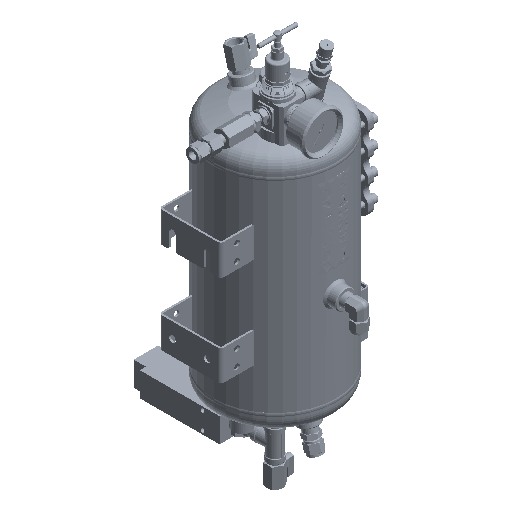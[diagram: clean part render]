
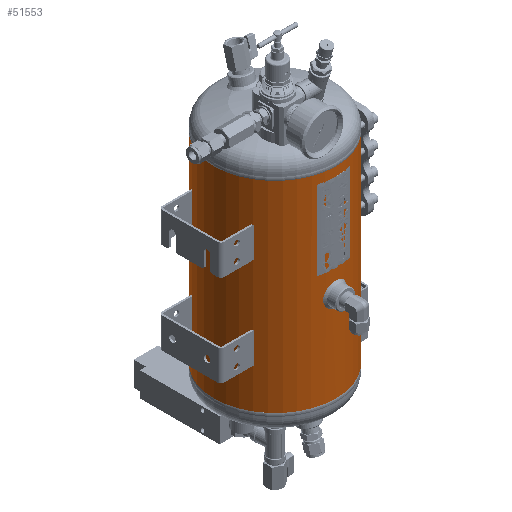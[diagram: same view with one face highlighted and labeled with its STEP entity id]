
A CAD part, isometric view. The second image highlights one B-rep face of the part: STEP entity #51553.
In plain terms, the highlighted cylindrical face has radius 100 mm (diameter 200 mm), a partial arc.
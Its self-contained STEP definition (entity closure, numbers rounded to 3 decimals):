
#3207=LINE('',#80580,#6535);
#3208=LINE('',#80585,#6536);
#3209=LINE('',#80589,#6537);
#3210=LINE('',#80593,#6538);
#6535=VECTOR('',#66661,1000.);
#6536=VECTOR('',#66664,1000.);
#6537=VECTOR('',#66667,1000.);
#6538=VECTOR('',#66670,1000.);
#9863=CIRCLE('',#61399,100.);
#9864=CIRCLE('',#61400,100.);
#9865=CIRCLE('',#61401,100.);
#9866=CIRCLE('',#61402,100.);
#11683=ORIENTED_EDGE('',*,*,#27157,.T.);
#11684=ORIENTED_EDGE('',*,*,#27158,.T.);
#11685=ORIENTED_EDGE('',*,*,#27159,.T.);
#11686=ORIENTED_EDGE('',*,*,#27160,.F.);
#11687=ORIENTED_EDGE('',*,*,#27161,.F.);
#11688=ORIENTED_EDGE('',*,*,#27162,.F.);
#11689=ORIENTED_EDGE('',*,*,#27163,.F.);
#11690=ORIENTED_EDGE('',*,*,#27164,.T.);
#11691=ORIENTED_EDGE('',*,*,#27165,.T.);
#11692=ORIENTED_EDGE('',*,*,#27166,.F.);
#11693=ORIENTED_EDGE('',*,*,#27167,.F.);
#27157=EDGE_CURVE('',#34894,#34894,#40305,.T.);
#27158=EDGE_CURVE('',#34895,#34895,#40306,.T.);
#27159=EDGE_CURVE('',#34896,#34896,#40307,.T.);
#27160=EDGE_CURVE('',#34897,#34898,#3207,.T.);
#27161=EDGE_CURVE('',#34899,#34897,#9863,.T.);
#27162=EDGE_CURVE('',#34900,#34899,#3208,.F.);
#27163=EDGE_CURVE('',#34901,#34900,#9864,.T.);
#27164=EDGE_CURVE('',#34901,#34902,#3209,.T.);
#27165=EDGE_CURVE('',#34902,#34903,#9865,.T.);
#27166=EDGE_CURVE('',#34904,#34903,#3210,.T.);
#27167=EDGE_CURVE('',#34898,#34904,#9866,.T.);
#34894=VERTEX_POINT('',#80555);
#34895=VERTEX_POINT('',#80567);
#34896=VERTEX_POINT('',#80579);
#34897=VERTEX_POINT('',#80581);
#34898=VERTEX_POINT('',#80582);
#34899=VERTEX_POINT('',#80584);
#34900=VERTEX_POINT('',#80586);
#34901=VERTEX_POINT('',#80588);
#34902=VERTEX_POINT('',#80590);
#34903=VERTEX_POINT('',#80592);
#34904=VERTEX_POINT('',#80594);
#40305=B_SPLINE_CURVE_WITH_KNOTS('',3,(#80536,#80537,#80538,#80539,#80540,
#80541,#80542,#80543,#80544,#80545,#80546,#80547,#80548,#80549,#80550,#80551,
#80552,#80553,#80554),.UNSPECIFIED.,.T.,.F.,(1,1,1,1,1,1,1,1,1,1,1,1,1,
1,1,1,1,1,1,1,1,1,1),(-0.018,-0.012,-0.006,
0.,0.006,0.012,0.018,0.023,
0.029,0.035,0.041,0.047,
0.053,0.059,0.065,0.07,
0.076,0.082,0.088,0.094,
0.1,0.106,0.112),.UNSPECIFIED.);
#40306=B_SPLINE_CURVE_WITH_KNOTS('',3,(#80556,#80557,#80558,#80559,#80560,
#80561,#80562,#80563,#80564,#80565,#80566),.UNSPECIFIED.,.T.,.F.,(1,1,1,
1,1,1,1,1,1,1,1,1,1,1,1),(-0.012,-0.008,-0.004,
0.,0.004,0.008,0.012,
0.016,0.02,0.023,0.027,
0.031,0.035,0.039,0.043),
 .UNSPECIFIED.);
#40307=B_SPLINE_CURVE_WITH_KNOTS('',3,(#80568,#80569,#80570,#80571,#80572,
#80573,#80574,#80575,#80576,#80577,#80578),.UNSPECIFIED.,.T.,.F.,(1,1,1,
1,1,1,1,1,1,1,1,1,1,1,1),(-0.012,-0.008,-0.004,
0.,0.004,0.008,0.012,
0.016,0.02,0.023,0.027,
0.031,0.035,0.039,0.043),
 .UNSPECIFIED.);
#42534=EDGE_LOOP('',(#11683));
#42535=EDGE_LOOP('',(#11684));
#42536=EDGE_LOOP('',(#11685));
#42537=EDGE_LOOP('',(#11686,#11687,#11688,#11689,#11690,#11691,#11692,#11693));
#46639=FACE_BOUND('',#42534,.T.);
#46640=FACE_BOUND('',#42535,.T.);
#46641=FACE_BOUND('',#42536,.T.);
#46642=FACE_BOUND('',#42537,.T.);
#50744=CYLINDRICAL_SURFACE('',#61398,100.);
#51553=ADVANCED_FACE('',(#46639,#46640,#46641,#46642),#50744,.T.);
#61398=AXIS2_PLACEMENT_3D('',#80535,#66659,#66660);
#61399=AXIS2_PLACEMENT_3D('',#80583,#66662,#66663);
#61400=AXIS2_PLACEMENT_3D('',#80587,#66665,#66666);
#61401=AXIS2_PLACEMENT_3D('',#80591,#66668,#66669);
#61402=AXIS2_PLACEMENT_3D('',#80595,#66671,#66672);
#66659=DIRECTION('',(0.,-1.,0.));
#66660=DIRECTION('',(0.,0.,-1.));
#66661=DIRECTION('',(0.,-1.,0.));
#66662=DIRECTION('',(0.,1.,0.));
#66663=DIRECTION('',(1.,0.,0.));
#66664=DIRECTION('',(0.,-1.,0.));
#66665=DIRECTION('',(0.,-1.,0.));
#66666=DIRECTION('',(1.,0.,0.));
#66667=DIRECTION('',(0.,-1.,0.));
#66668=DIRECTION('',(0.,1.,0.));
#66669=DIRECTION('',(1.,0.,0.));
#66670=DIRECTION('',(0.,-1.,0.));
#66671=DIRECTION('',(0.,-1.,0.));
#66672=DIRECTION('',(1.,0.,0.));
#80535=CARTESIAN_POINT('',(0.,330.,0.));
#80536=CARTESIAN_POINT('',(-98.994,187.429,14.208));
#80537=CARTESIAN_POINT('',(-98.806,181.503,15.395));
#80538=CARTESIAN_POINT('',(-98.993,175.608,14.214));
#80539=CARTESIAN_POINT('',(-99.436,170.625,10.88));
#80540=CARTESIAN_POINT('',(-99.878,167.295,5.9));
#80541=CARTESIAN_POINT('',(-100.061,166.117,0.009));
#80542=CARTESIAN_POINT('',(-99.879,167.288,-5.887));
#80543=CARTESIAN_POINT('',(-99.437,170.623,-10.879));
#80544=CARTESIAN_POINT('',(-98.992,175.61,-14.215));
#80545=CARTESIAN_POINT('',(-98.807,181.503,-15.391));
#80546=CARTESIAN_POINT('',(-98.992,187.396,-14.219));
#80547=CARTESIAN_POINT('',(-99.435,192.379,-10.892));
#80548=CARTESIAN_POINT('',(-99.877,195.718,-5.914));
#80549=CARTESIAN_POINT('',(-100.061,196.901,-0.013));
#80550=CARTESIAN_POINT('',(-99.878,195.728,5.889));
#80551=CARTESIAN_POINT('',(-99.437,192.395,10.874));
#80552=CARTESIAN_POINT('',(-98.994,187.429,14.208));
#80553=CARTESIAN_POINT('',(-98.806,181.503,15.395));
#80554=CARTESIAN_POINT('',(-98.993,175.608,14.214));
#80555=CARTESIAN_POINT('',(-98.869,181.508,15.));
#80556=CARTESIAN_POINT('',(3.922,158.915,-99.937));
#80557=CARTESIAN_POINT('',(-0.001,160.542,-100.031));
#80558=CARTESIAN_POINT('',(-3.918,158.916,-99.937));
#80559=CARTESIAN_POINT('',(-5.54,155.004,-99.844));
#80560=CARTESIAN_POINT('',(-3.921,151.083,-99.937));
#80561=CARTESIAN_POINT('',(-0.001,149.46,-100.031));
#80562=CARTESIAN_POINT('',(3.913,151.078,-99.938));
#80563=CARTESIAN_POINT('',(5.541,154.994,-99.844));
#80564=CARTESIAN_POINT('',(3.922,158.915,-99.937));
#80565=CARTESIAN_POINT('',(-0.001,160.542,-100.031));
#80566=CARTESIAN_POINT('',(-3.918,158.916,-99.937));
#80567=CARTESIAN_POINT('',(0.,160.,-100.));
#80568=CARTESIAN_POINT('',(3.922,48.915,-99.937));
#80569=CARTESIAN_POINT('',(-0.001,50.542,-100.031));
#80570=CARTESIAN_POINT('',(-3.918,48.916,-99.937));
#80571=CARTESIAN_POINT('',(-5.54,45.004,-99.844));
#80572=CARTESIAN_POINT('',(-3.921,41.083,-99.937));
#80573=CARTESIAN_POINT('',(-0.001,39.46,-100.031));
#80574=CARTESIAN_POINT('',(3.913,41.078,-99.938));
#80575=CARTESIAN_POINT('',(5.541,44.994,-99.844));
#80576=CARTESIAN_POINT('',(3.922,48.915,-99.937));
#80577=CARTESIAN_POINT('',(-0.001,50.542,-100.031));
#80578=CARTESIAN_POINT('',(-3.918,48.916,-99.937));
#80579=CARTESIAN_POINT('',(0.,50.,-100.));
#80580=CARTESIAN_POINT('',(-0.241,165.,100.));
#80581=CARTESIAN_POINT('',(-0.241,330.,100.));
#80582=CARTESIAN_POINT('',(-0.241,265.,100.));
#80583=CARTESIAN_POINT('',(0.,330.,0.));
#80584=CARTESIAN_POINT('',(0.241,330.,100.));
#80585=CARTESIAN_POINT('',(0.241,165.,100.));
#80586=CARTESIAN_POINT('',(0.241,265.,100.));
#80587=CARTESIAN_POINT('',(0.,265.,0.));
#80588=CARTESIAN_POINT('',(0.254,265.,100.));
#80589=CARTESIAN_POINT('',(0.254,265.,100.));
#80590=CARTESIAN_POINT('',(0.254,0.,100.));
#80591=CARTESIAN_POINT('',(0.,0.,0.));
#80592=CARTESIAN_POINT('',(-0.254,0.,100.));
#80593=CARTESIAN_POINT('',(-0.254,265.,100.));
#80594=CARTESIAN_POINT('',(-0.254,265.,100.));
#80595=CARTESIAN_POINT('',(0.,265.,0.));
